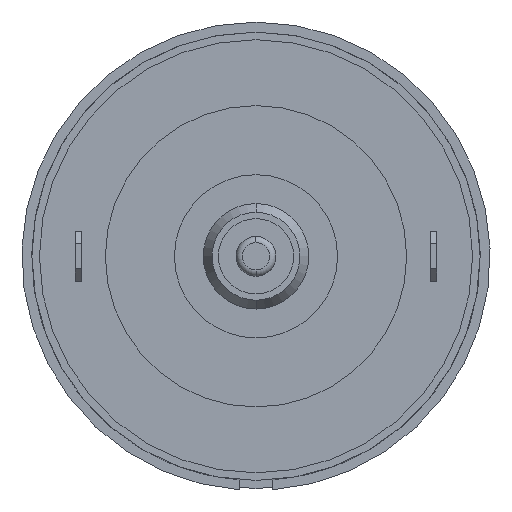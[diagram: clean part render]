
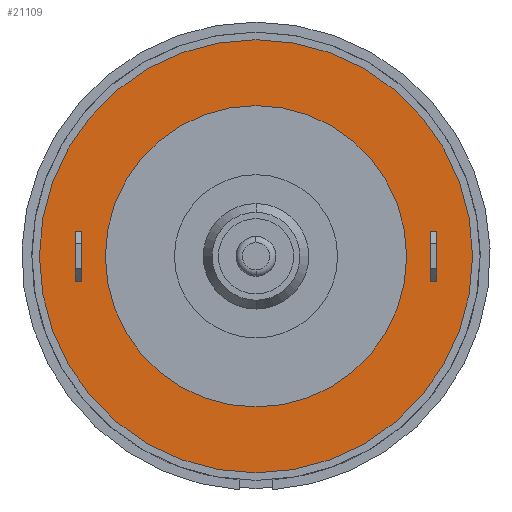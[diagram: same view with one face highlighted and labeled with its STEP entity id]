
A CAD part, front view. The second image highlights one B-rep face of the part: STEP entity #21109.
In plain terms, the highlighted face is planar.
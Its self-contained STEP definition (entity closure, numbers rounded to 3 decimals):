
#20122=CARTESIAN_POINT('',(56.,0.,0.));
#20123=DIRECTION('',(1.,0.,0.));
#20124=DIRECTION('',(0.,-1.,0.));
#20125=AXIS2_PLACEMENT_3D('',#20122,#20123,#20124);
#20127=CARTESIAN_POINT('',(56.,0.,0.));
#20128=DIRECTION('',(1.,0.,0.));
#20129=DIRECTION('',(0.,1.,0.));
#20130=AXIS2_PLACEMENT_3D('',#20127,#20128,#20129);
#20132=DIRECTION('',(0.,0.,1.));
#20133=VECTOR('',#20132,4.);
#20134=CARTESIAN_POINT('',(56.,-14.4,-2.));
#20135=LINE('',#20134,#20133);
#20136=DIRECTION('',(0.,-1.,0.));
#20137=VECTOR('',#20136,0.5);
#20138=CARTESIAN_POINT('',(56.,-13.9,-2.));
#20139=LINE('',#20138,#20137);
#20140=DIRECTION('',(0.,0.,-1.));
#20141=VECTOR('',#20140,4.);
#20142=CARTESIAN_POINT('',(56.,-13.9,2.));
#20143=LINE('',#20142,#20141);
#20144=DIRECTION('',(0.,1.,0.));
#20145=VECTOR('',#20144,0.5);
#20146=CARTESIAN_POINT('',(56.,-14.4,2.));
#20147=LINE('',#20146,#20145);
#20148=DIRECTION('',(0.,-1.,0.));
#20149=VECTOR('',#20148,0.5);
#20150=CARTESIAN_POINT('',(56.,14.4,-2.));
#20151=LINE('',#20150,#20149);
#20152=DIRECTION('',(0.,0.,-1.));
#20153=VECTOR('',#20152,4.);
#20154=CARTESIAN_POINT('',(56.,14.4,2.));
#20155=LINE('',#20154,#20153);
#20156=DIRECTION('',(0.,1.,0.));
#20157=VECTOR('',#20156,0.5);
#20158=CARTESIAN_POINT('',(56.,13.9,2.));
#20159=LINE('',#20158,#20157);
#20160=DIRECTION('',(0.,0.,1.));
#20161=VECTOR('',#20160,4.);
#20162=CARTESIAN_POINT('',(56.,13.9,-2.));
#20163=LINE('',#20162,#20161);
#20164=CARTESIAN_POINT('',(56.,0.,0.));
#20165=DIRECTION('',(1.,0.,0.));
#20166=DIRECTION('',(0.,0.,1.));
#20167=AXIS2_PLACEMENT_3D('',#20164,#20165,#20166);
#20169=CARTESIAN_POINT('',(56.,0.,0.));
#20170=DIRECTION('',(1.,0.,0.));
#20171=DIRECTION('',(0.,0.,-1.));
#20172=AXIS2_PLACEMENT_3D('',#20169,#20170,#20171);
#20800=CARTESIAN_POINT('',(56.,-17.25,0.));
#20801=CARTESIAN_POINT('',(56.,17.25,0.));
#20802=VERTEX_POINT('',#20800);
#20803=VERTEX_POINT('',#20801);
#20804=CARTESIAN_POINT('',(56.,-14.4,-2.));
#20805=CARTESIAN_POINT('',(56.,-14.4,2.));
#20806=VERTEX_POINT('',#20804);
#20807=VERTEX_POINT('',#20805);
#20808=CARTESIAN_POINT('',(56.,-13.9,2.));
#20809=VERTEX_POINT('',#20808);
#20810=CARTESIAN_POINT('',(56.,-13.9,-2.));
#20811=VERTEX_POINT('',#20810);
#20812=CARTESIAN_POINT('',(56.,14.4,-2.));
#20813=CARTESIAN_POINT('',(56.,13.9,-2.));
#20814=VERTEX_POINT('',#20812);
#20815=VERTEX_POINT('',#20813);
#20816=CARTESIAN_POINT('',(56.,13.9,2.));
#20817=VERTEX_POINT('',#20816);
#20818=CARTESIAN_POINT('',(56.,14.4,2.));
#20819=VERTEX_POINT('',#20818);
#20832=CARTESIAN_POINT('',(56.,0.,12.));
#20833=CARTESIAN_POINT('',(56.,0.,-12.));
#20834=VERTEX_POINT('',#20832);
#20835=VERTEX_POINT('',#20833);
#21073=CARTESIAN_POINT('',(56.,0.,0.));
#21074=DIRECTION('',(1.,0.,0.));
#21075=DIRECTION('',(0.,-1.,0.));
#21076=AXIS2_PLACEMENT_3D('',#21073,#21074,#21075);
#21077=PLANE('',#21076);
#21079=ORIENTED_EDGE('',*,*,#21078,.F.);
#21081=ORIENTED_EDGE('',*,*,#21080,.F.);
#21082=EDGE_LOOP('',(#21079,#21081));
#21083=FACE_OUTER_BOUND('',#21082,.F.);
#21085=ORIENTED_EDGE('',*,*,#21084,.F.);
#21087=ORIENTED_EDGE('',*,*,#21086,.F.);
#21089=ORIENTED_EDGE('',*,*,#21088,.F.);
#21091=ORIENTED_EDGE('',*,*,#21090,.F.);
#21092=EDGE_LOOP('',(#21085,#21087,#21089,#21091));
#21093=FACE_BOUND('',#21092,.F.);
#21095=ORIENTED_EDGE('',*,*,#21094,.F.);
#21097=ORIENTED_EDGE('',*,*,#21096,.F.);
#21099=ORIENTED_EDGE('',*,*,#21098,.F.);
#21101=ORIENTED_EDGE('',*,*,#21100,.F.);
#21102=EDGE_LOOP('',(#21095,#21097,#21099,#21101));
#21103=FACE_BOUND('',#21102,.F.);
#21104=ORIENTED_EDGE('',*,*,#21063,.T.);
#21106=ORIENTED_EDGE('',*,*,#21105,.T.);
#21107=EDGE_LOOP('',(#21104,#21106));
#21108=FACE_BOUND('',#21107,.F.);
#20126=CIRCLE('',#20125,17.25);
#20131=CIRCLE('',#20130,17.25);
#20168=CIRCLE('',#20167,12.);
#20173=CIRCLE('',#20172,12.);
#21063=EDGE_CURVE('',#20834,#20835,#20168,.T.);
#21078=EDGE_CURVE('',#20802,#20803,#20126,.T.);
#21080=EDGE_CURVE('',#20803,#20802,#20131,.T.);
#21084=EDGE_CURVE('',#20806,#20807,#20135,.T.);
#21086=EDGE_CURVE('',#20811,#20806,#20139,.T.);
#21088=EDGE_CURVE('',#20809,#20811,#20143,.T.);
#21090=EDGE_CURVE('',#20807,#20809,#20147,.T.);
#21094=EDGE_CURVE('',#20814,#20815,#20151,.T.);
#21096=EDGE_CURVE('',#20819,#20814,#20155,.T.);
#21098=EDGE_CURVE('',#20817,#20819,#20159,.T.);
#21100=EDGE_CURVE('',#20815,#20817,#20163,.T.);
#21105=EDGE_CURVE('',#20835,#20834,#20173,.T.);
#21109=ADVANCED_FACE('',(#21083,#21093,#21103,#21108),#21077,.T.);
